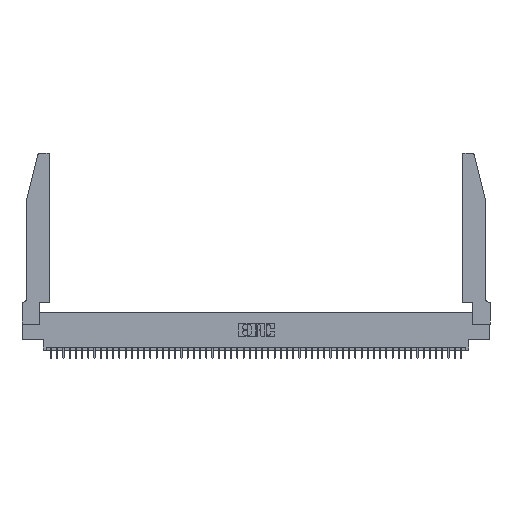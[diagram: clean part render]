
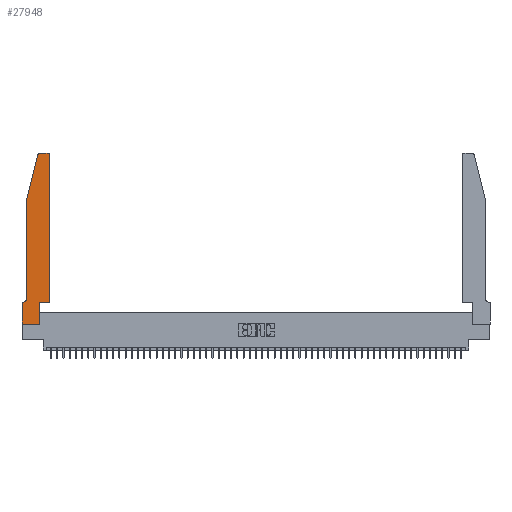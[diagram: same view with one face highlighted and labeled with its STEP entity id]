
A CAD part, top view. The second image highlights one B-rep face of the part: STEP entity #27948.
In plain terms, the highlighted planar face has unit normal (0, 0, 1).
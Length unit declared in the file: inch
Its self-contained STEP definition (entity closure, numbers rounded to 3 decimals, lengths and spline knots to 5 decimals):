
#169 = VECTOR ( 'NONE', #29451, 39.37008 ) ;
#343 = VECTOR ( 'NONE', #19678, 39.37008 ) ;
#372 = ORIENTED_EDGE ( 'NONE', *, *, #41429, .T. ) ;
#374 = CARTESIAN_POINT ( 'NONE',  ( 0.0055, 0.35, 0.37 ) ) ;
#2361 = ORIENTED_EDGE ( 'NONE', *, *, #33844, .T. ) ;
#2675 = DIRECTION ( 'NONE',  ( 0., 0., 1. ) ) ;
#3015 = DIRECTION ( 'NONE',  ( -1., 0., 0. ) ) ;
#3204 = CARTESIAN_POINT ( 'NONE',  ( 0.0755, 0.35, 0.37 ) ) ;
#3312 = VERTEX_POINT ( 'NONE', #26383 ) ;
#4460 = ORIENTED_EDGE ( 'NONE', *, *, #5205, .T. ) ;
#4714 = CARTESIAN_POINT ( 'NONE',  ( 0.0755, 2., 0.37 ) ) ;
#5048 = EDGE_CURVE ( 'NONE', #46988, #51337, #33304, .T. ) ;
#5205 = EDGE_CURVE ( 'NONE', #28151, #27533, #14584, .T. ) ;
#5814 = EDGE_CURVE ( 'NONE', #27533, #46988, #11713, .T. ) ;
#6184 = AXIS2_PLACEMENT_3D ( 'NONE', #51233, #18280, #18560 ) ;
#6453 = VERTEX_POINT ( 'NONE', #374 ) ;
#6670 = CARTESIAN_POINT ( 'NONE',  ( 0.4505, 0.35, 0.37 ) ) ;
#7469 = CARTESIAN_POINT ( 'NONE',  ( 0.4505, 0.35, 0.37 ) ) ;
#7664 = CARTESIAN_POINT ( 'NONE',  ( 0.4505, 0.35, 0.37 ) ) ;
#8237 = CARTESIAN_POINT ( 'NONE',  ( 0., 0., 0.37 ) ) ;
#10422 = CARTESIAN_POINT ( 'NONE',  ( 0.0755, 2., 0.37 ) ) ;
#10651 = EDGE_CURVE ( 'NONE', #44302, #31157, #31277, .T. ) ;
#11713 = LINE ( 'NONE', #15566, #44924 ) ;
#12447 = VECTOR ( 'NONE', #19182, 39.37008 ) ;
#12623 = CARTESIAN_POINT ( 'NONE',  ( 0.2865, 0., 0.37 ) ) ;
#14125 = AXIS2_PLACEMENT_3D ( 'NONE', #31565, #40638, #3015 ) ;
#14584 = LINE ( 'NONE', #26671, #28170 ) ;
#14808 = EDGE_CURVE ( 'NONE', #48001, #45861, #51532, .T. ) ;
#15179 = EDGE_CURVE ( 'NONE', #6453, #28151, #20771, .T. ) ;
#15441 = ORIENTED_EDGE ( 'NONE', *, *, #49955, .T. ) ;
#15566 = CARTESIAN_POINT ( 'NONE',  ( 0., 0., 0.37 ) ) ;
#15808 = ORIENTED_EDGE ( 'NONE', *, *, #5814, .T. ) ;
#16066 = EDGE_CURVE ( 'NONE', #38174, #3312, #39871, .T. ) ;
#17766 = CIRCLE ( 'NONE', #38805, 0.03 ) ;
#17891 = DIRECTION ( 'NONE',  ( 0., -1., 0. ) ) ;
#18104 = ORIENTED_EDGE ( 'NONE', *, *, #16066, .T. ) ;
#18280 = DIRECTION ( 'NONE',  ( 0., 0., 1. ) ) ;
#18560 = DIRECTION ( 'NONE',  ( 1., 0., 0. ) ) ;
#18863 = DIRECTION ( 'NONE',  ( 1., 0., 0. ) ) ;
#19182 = DIRECTION ( 'NONE',  ( 0., -1., 0. ) ) ;
#19562 = ORIENTED_EDGE ( 'NONE', *, *, #5048, .T. ) ;
#19656 = VECTOR ( 'NONE', #33535, 39.37008 ) ;
#19678 = DIRECTION ( 'NONE',  ( -1., 0., 0. ) ) ;
#19976 = CARTESIAN_POINT ( 'NONE',  ( 0.2865, 0.35, 0.37 ) ) ;
#20105 = DIRECTION ( 'NONE',  ( 0., 1., 0. ) ) ;
#20771 = LINE ( 'NONE', #3204, #343 ) ;
#22076 = CARTESIAN_POINT ( 'NONE',  ( 0.4205, 2.75, 0.37 ) ) ;
#22306 = VECTOR ( 'NONE', #20105, 39.37008 ) ;
#23339 = DIRECTION ( 'NONE',  ( 1., 0., 0. ) ) ;
#25728 = FACE_OUTER_BOUND ( 'NONE', #51939, .T. ) ;
#26383 = CARTESIAN_POINT ( 'NONE',  ( 0.4505, 2.72, 0.37 ) ) ;
#26671 = CARTESIAN_POINT ( 'NONE',  ( 0., 0., 0.37 ) ) ;
#27533 = VERTEX_POINT ( 'NONE', #8237 ) ;
#27948 = ADVANCED_FACE ( 'NONE', ( #25728 ), #30365, .T. ) ;
#27952 = CARTESIAN_POINT ( 'NONE',  ( 0.25487, 2.72718, 0.37 ) ) ;
#28151 = VERTEX_POINT ( 'NONE', #52582 ) ;
#28170 = VECTOR ( 'NONE', #17891, 39.37008 ) ;
#29451 = DIRECTION ( 'NONE',  ( 0., 1., 0. ) ) ;
#30365 = PLANE ( 'NONE',  #6184 ) ;
#30882 = ORIENTED_EDGE ( 'NONE', *, *, #10651, .T. ) ;
#31157 = VERTEX_POINT ( 'NONE', #31401 ) ;
#31277 = LINE ( 'NONE', #10422, #12447 ) ;
#31401 = CARTESIAN_POINT ( 'NONE',  ( 0.0755, 0.42, 0.37 ) ) ;
#31523 = ORIENTED_EDGE ( 'NONE', *, *, #45838, .T. ) ;
#31565 = CARTESIAN_POINT ( 'NONE',  ( 0.0055, 0.42, 0.37 ) ) ;
#33304 = LINE ( 'NONE', #50311, #169 ) ;
#33433 = CIRCLE ( 'NONE', #14125, 0.07 ) ;
#33535 = DIRECTION ( 'NONE',  ( -0.239, -0.971, 0. ) ) ;
#33587 = EDGE_CURVE ( 'NONE', #51337, #38174, #36842, .T. ) ;
#33844 = EDGE_CURVE ( 'NONE', #36937, #44302, #46952, .T. ) ;
#34514 = DIRECTION ( 'NONE',  ( -1., 0., 0. ) ) ;
#35622 = CARTESIAN_POINT ( 'NONE',  ( 0.284, 2.72, 0.37 ) ) ;
#36842 = LINE ( 'NONE', #7469, #38040 ) ;
#36937 = VERTEX_POINT ( 'NONE', #27952 ) ;
#37503 = DIRECTION ( 'NONE',  ( 1., 0., 0. ) ) ;
#38040 = VECTOR ( 'NONE', #40411, 39.37008 ) ;
#38174 = VERTEX_POINT ( 'NONE', #7664 ) ;
#38805 = AXIS2_PLACEMENT_3D ( 'NONE', #35622, #2675, #18863 ) ;
#39432 = AXIS2_PLACEMENT_3D ( 'NONE', #39545, #48050, #23339 ) ;
#39545 = CARTESIAN_POINT ( 'NONE',  ( 0.4205, 2.72, 0.37 ) ) ;
#39871 = LINE ( 'NONE', #6670, #22306 ) ;
#40345 = CIRCLE ( 'NONE', #39432, 0.03 ) ;
#40411 = DIRECTION ( 'NONE',  ( 1., 0., 0. ) ) ;
#40638 = DIRECTION ( 'NONE',  ( 0., 0., -1. ) ) ;
#40800 = ORIENTED_EDGE ( 'NONE', *, *, #33587, .T. ) ;
#41429 = EDGE_CURVE ( 'NONE', #3312, #48001, #40345, .T. ) ;
#42268 = ORIENTED_EDGE ( 'NONE', *, *, #14808, .T. ) ;
#42390 = VECTOR ( 'NONE', #34514, 39.37008 ) ;
#44302 = VERTEX_POINT ( 'NONE', #51921 ) ;
#44924 = VECTOR ( 'NONE', #37503, 39.37008 ) ;
#45838 = EDGE_CURVE ( 'NONE', #31157, #6453, #33433, .T. ) ;
#45861 = VERTEX_POINT ( 'NONE', #50215 ) ;
#46882 = CARTESIAN_POINT ( 'NONE',  ( 0.2605, 2.75, 0.37 ) ) ;
#46952 = LINE ( 'NONE', #4714, #19656 ) ;
#46988 = VERTEX_POINT ( 'NONE', #12623 ) ;
#48001 = VERTEX_POINT ( 'NONE', #22076 ) ;
#48050 = DIRECTION ( 'NONE',  ( 0., 0., 1. ) ) ;
#49955 = EDGE_CURVE ( 'NONE', #45861, #36937, #17766, .T. ) ;
#50209 = ORIENTED_EDGE ( 'NONE', *, *, #15179, .T. ) ;
#50215 = CARTESIAN_POINT ( 'NONE',  ( 0.284, 2.75, 0.37 ) ) ;
#50311 = CARTESIAN_POINT ( 'NONE',  ( 0.2865, 0.35, 0.37 ) ) ;
#51233 = CARTESIAN_POINT ( 'NONE',  ( 0., 0.35, 0.37 ) ) ;
#51337 = VERTEX_POINT ( 'NONE', #19976 ) ;
#51532 = LINE ( 'NONE', #46882, #42390 ) ;
#51921 = CARTESIAN_POINT ( 'NONE',  ( 0.0755, 2., 0.37 ) ) ;
#51939 = EDGE_LOOP ( 'NONE', ( #42268, #15441, #2361, #30882, #31523, #50209, #4460, #15808, #19562, #40800, #18104, #372 ) ) ;
#52582 = CARTESIAN_POINT ( 'NONE',  ( 0., 0.35, 0.37 ) ) ;
